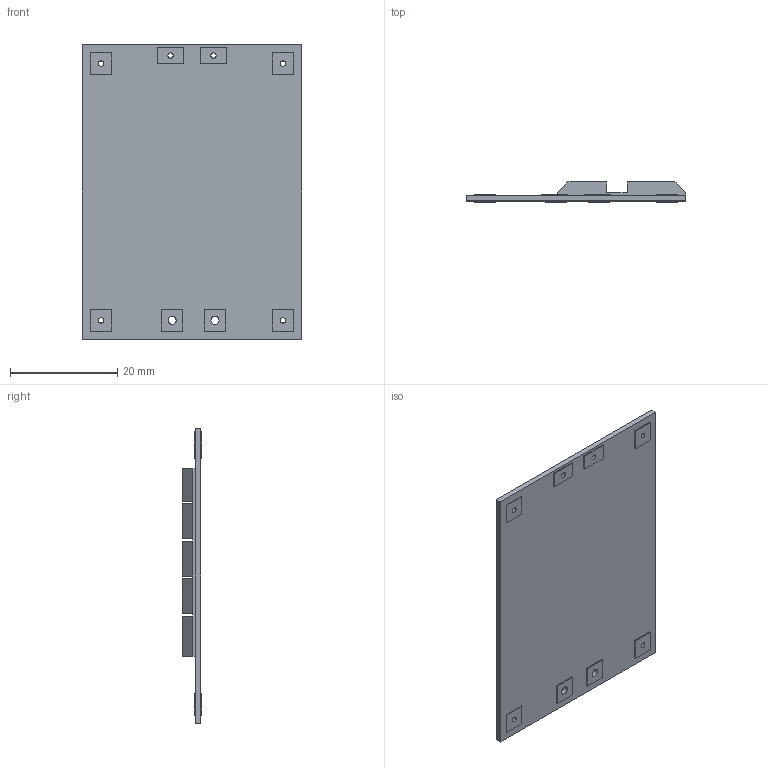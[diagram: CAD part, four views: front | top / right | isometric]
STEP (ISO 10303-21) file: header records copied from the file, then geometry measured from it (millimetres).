
FILE_DESCRIPTION(/* description */ (''),/* implementation_level */ '2;1');
FILE_NAME(/* name */ '60A3S_BMS.stp',/* time_stamp */ '2020-06-28T00:31:01+03:00',/* author */ ('tayla'),/* organization */ (''),/* preprocessor_version */ 'ST-DEVELOPER v17',/* originating_system */ 'Autodesk Inventor 2019',/* authorisation */ '');
FILE_SCHEMA (('AUTOMOTIVE_DESIGN { 1 0 10303 214 3 1 1 }'));
Length unit declared in the file: millimetre
Products named in the file (1): 60A3S_BMS
Bounding box: 41 x 3.7 x 55 mm (x, y, z)
Volume: 3911.6 mm3; surface area: 5384.9 mm2
Topology: 1 solids, 1 shells, 144 faces, 362 edges, 236 vertices
Faces by surface type: plane 136, cylinder 8
Full cylindrical faces by diameter (mm): 1 x6, 1.5 x2
Entity records: 4311 total; most frequent: CARTESIAN_POINT 743, ORIENTED_EDGE 724, DIRECTION 668, EDGE_CURVE 362, LINE 346, VECTOR 346, VERTEX_POINT 236, EDGE_LOOP 176
